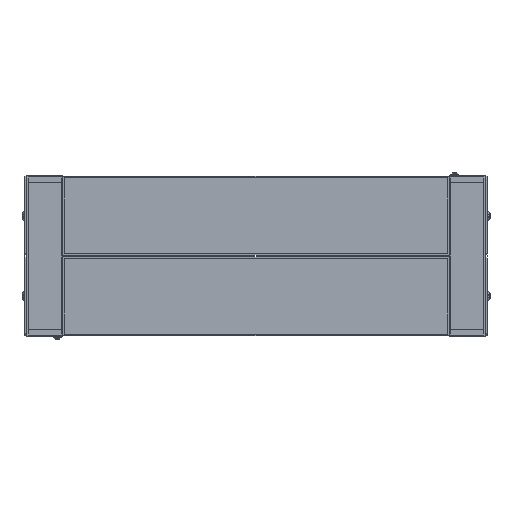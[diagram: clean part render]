
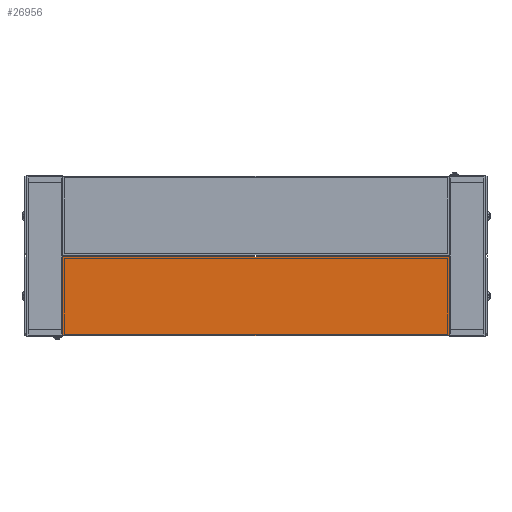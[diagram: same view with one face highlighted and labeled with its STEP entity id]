
A CAD part, left-side view. The second image highlights one B-rep face of the part: STEP entity #26956.
In plain terms, the highlighted planar face has unit normal (-1, 0, 0).
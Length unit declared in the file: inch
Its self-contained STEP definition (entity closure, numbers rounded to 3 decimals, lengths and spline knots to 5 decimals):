
#1408 = EDGE_CURVE ( 'NONE', #63751, #15351, #61673, .T. ) ;
#4129 = LINE ( 'NONE', #9885, #54845 ) ;
#4240 = ORIENTED_EDGE ( 'NONE', *, *, #58248, .F. ) ;
#5173 = CARTESIAN_POINT ( 'NONE',  ( -15.70866, 0., 1.92913 ) ) ;
#5943 = ORIENTED_EDGE ( 'NONE', *, *, #44399, .F. ) ;
#6943 = CARTESIAN_POINT ( 'NONE',  ( -15.70866, -9.42913, -1.92913 ) ) ;
#9103 = DIRECTION ( 'NONE',  ( 0., 0., -1. ) ) ;
#9885 = CARTESIAN_POINT ( 'NONE',  ( -15.70866, -9.42913, 0. ) ) ;
#10954 = FACE_OUTER_BOUND ( 'NONE', #59445, .T. ) ;
#11085 = CARTESIAN_POINT ( 'NONE',  ( -15.70866, 0., -1.92913 ) ) ;
#15351 = VERTEX_POINT ( 'NONE', #39580 ) ;
#15977 = DIRECTION ( 'NONE',  ( 0., 0., 1. ) ) ;
#24583 = EDGE_CURVE ( 'NONE', #32014, #63751, #50361, .T. ) ;
#26956 = ADVANCED_FACE ( 'NONE', ( #10954 ), #72490, .F. ) ;
#30118 = DIRECTION ( 'NONE',  ( 0., 1., 0. ) ) ;
#32014 = VERTEX_POINT ( 'NONE', #59023 ) ;
#37708 = VECTOR ( 'NONE', #30118, 39.37008 ) ;
#39580 = CARTESIAN_POINT ( 'NONE',  ( -15.70866, -9.42913, 1.92913 ) ) ;
#40194 = DIRECTION ( 'NONE',  ( 0., -1., 0. ) ) ;
#44399 = EDGE_CURVE ( 'NONE', #70229, #32014, #80857, .T. ) ;
#44673 = ORIENTED_EDGE ( 'NONE', *, *, #24583, .F. ) ;
#50361 = LINE ( 'NONE', #72024, #51207 ) ;
#51207 = VECTOR ( 'NONE', #60802, 39.37008 ) ;
#54845 = VECTOR ( 'NONE', #9103, 39.37008 ) ;
#58248 = EDGE_CURVE ( 'NONE', #15351, #70229, #4129, .T. ) ;
#59023 = CARTESIAN_POINT ( 'NONE',  ( -15.70866, 9.42913, -1.92913 ) ) ;
#59445 = EDGE_LOOP ( 'NONE', ( #4240, #62385, #44673, #5943 ) ) ;
#60029 = DIRECTION ( 'NONE',  ( 1., 0., 0. ) ) ;
#60802 = DIRECTION ( 'NONE',  ( 0., 0., 1. ) ) ;
#61355 = VECTOR ( 'NONE', #40194, 39.37008 ) ;
#61673 = LINE ( 'NONE', #5173, #61355 ) ;
#62056 = AXIS2_PLACEMENT_3D ( 'NONE', #79918, #60029, #15977 ) ;
#62385 = ORIENTED_EDGE ( 'NONE', *, *, #1408, .F. ) ;
#63751 = VERTEX_POINT ( 'NONE', #80836 ) ;
#70229 = VERTEX_POINT ( 'NONE', #6943 ) ;
#72024 = CARTESIAN_POINT ( 'NONE',  ( -15.70866, 9.42913, 0. ) ) ;
#72490 = PLANE ( 'NONE',  #62056 ) ;
#79918 = CARTESIAN_POINT ( 'NONE',  ( -15.70866, 0., 0. ) ) ;
#80836 = CARTESIAN_POINT ( 'NONE',  ( -15.70866, 9.42913, 1.92913 ) ) ;
#80857 = LINE ( 'NONE', #11085, #37708 ) ;
